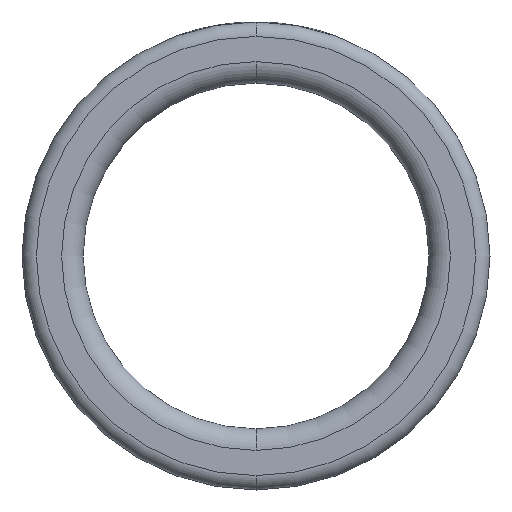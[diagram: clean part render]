
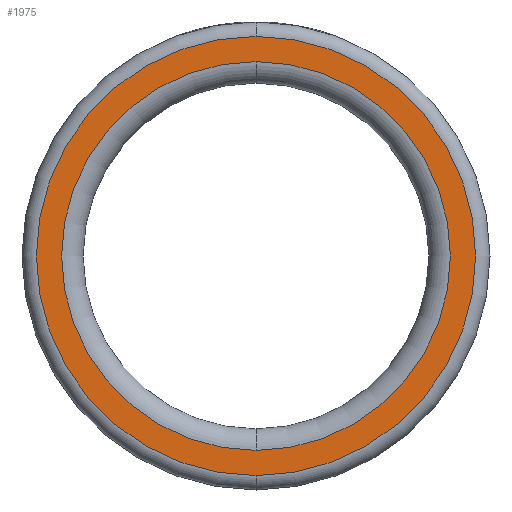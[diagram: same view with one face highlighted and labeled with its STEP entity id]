
A CAD part, front view. The second image highlights one B-rep face of the part: STEP entity #1975.
In plain terms, the highlighted planar face has unit normal (0, -1, 0).
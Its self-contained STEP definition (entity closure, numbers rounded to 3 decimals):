
#65 = CARTESIAN_POINT ( 'NONE',  ( 0., -55., 27. ) ) ;
#70 = CARTESIAN_POINT ( 'NONE',  ( 0., -55., 30.5 ) ) ;
#74 = AXIS2_PLACEMENT_3D ( 'NONE', #89, #1470, #1280 ) ;
#89 = CARTESIAN_POINT ( 'NONE',  ( 0., -55., 0. ) ) ;
#143 = CARTESIAN_POINT ( 'NONE',  ( 27., -55., 0. ) ) ;
#292 = PLANE ( 'NONE',  #846 ) ;
#358 = EDGE_CURVE ( 'NONE', #1884, #2481, #1074, .T. ) ;
#532 = CIRCLE ( 'NONE', #1950, 30.5 ) ;
#567 = EDGE_CURVE ( 'NONE', #2481, #1884, #532, .T. ) ;
#575 = VERTEX_POINT ( 'NONE', #65 ) ;
#674 = EDGE_LOOP ( 'NONE', ( #1017, #2353 ) ) ;
#749 = EDGE_CURVE ( 'NONE', #1667, #575, #930, .T. ) ;
#824 = DIRECTION ( 'NONE',  ( 0., 0., -1. ) ) ;
#846 = AXIS2_PLACEMENT_3D ( 'NONE', #143, #1526, #1121 ) ;
#930 = CIRCLE ( 'NONE', #1830, 27. ) ;
#1010 = CARTESIAN_POINT ( 'NONE',  ( 0., -55., 0. ) ) ;
#1017 = ORIENTED_EDGE ( 'NONE', *, *, #749, .F. ) ;
#1074 = CIRCLE ( 'NONE', #1787, 30.5 ) ;
#1121 = DIRECTION ( 'NONE',  ( 0., 0., -1. ) ) ;
#1205 = DIRECTION ( 'NONE',  ( 0., 0., -1. ) ) ;
#1246 = DIRECTION ( 'NONE',  ( 0., 0., -1. ) ) ;
#1280 = DIRECTION ( 'NONE',  ( 0., 0., -1. ) ) ;
#1338 = ORIENTED_EDGE ( 'NONE', *, *, #358, .T. ) ;
#1470 = DIRECTION ( 'NONE',  ( 0., -1., 0. ) ) ;
#1526 = DIRECTION ( 'NONE',  ( 0., -1., 0. ) ) ;
#1624 = CARTESIAN_POINT ( 'NONE',  ( 0., -55., 0. ) ) ;
#1641 = CARTESIAN_POINT ( 'NONE',  ( 0., -55., 0. ) ) ;
#1642 = DIRECTION ( 'NONE',  ( 0., -1., 0. ) ) ;
#1644 = EDGE_LOOP ( 'NONE', ( #1699, #1338 ) ) ;
#1667 = VERTEX_POINT ( 'NONE', #2406 ) ;
#1699 = ORIENTED_EDGE ( 'NONE', *, *, #567, .T. ) ;
#1787 = AXIS2_PLACEMENT_3D ( 'NONE', #1010, #2371, #1205 ) ;
#1813 = CIRCLE ( 'NONE', #74, 27. ) ;
#1830 = AXIS2_PLACEMENT_3D ( 'NONE', #1624, #1642, #824 ) ;
#1832 = DIRECTION ( 'NONE',  ( 0., -1., 0. ) ) ;
#1876 = FACE_BOUND ( 'NONE', #674, .T. ) ;
#1884 = VERTEX_POINT ( 'NONE', #70 ) ;
#1913 = EDGE_CURVE ( 'NONE', #575, #1667, #1813, .T. ) ;
#1950 = AXIS2_PLACEMENT_3D ( 'NONE', #1641, #1832, #1246 ) ;
#1975 = ADVANCED_FACE ( 'NONE', ( #2479, #1876 ), #292, .T. ) ;
#2107 = CARTESIAN_POINT ( 'NONE',  ( 0., -55., -30.5 ) ) ;
#2353 = ORIENTED_EDGE ( 'NONE', *, *, #1913, .F. ) ;
#2371 = DIRECTION ( 'NONE',  ( 0., -1., 0. ) ) ;
#2406 = CARTESIAN_POINT ( 'NONE',  ( 0., -55., -27. ) ) ;
#2479 = FACE_OUTER_BOUND ( 'NONE', #1644, .T. ) ;
#2481 = VERTEX_POINT ( 'NONE', #2107 ) ;
